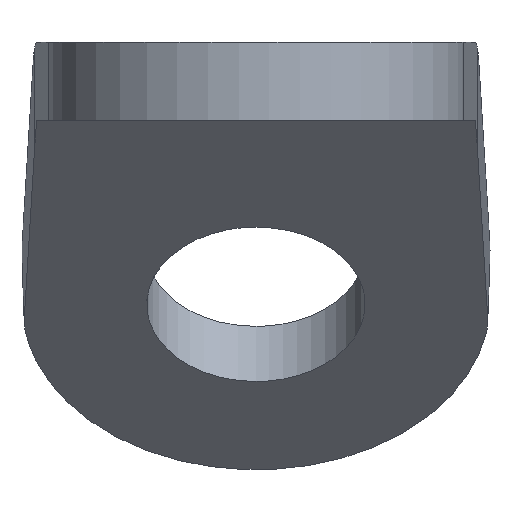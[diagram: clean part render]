
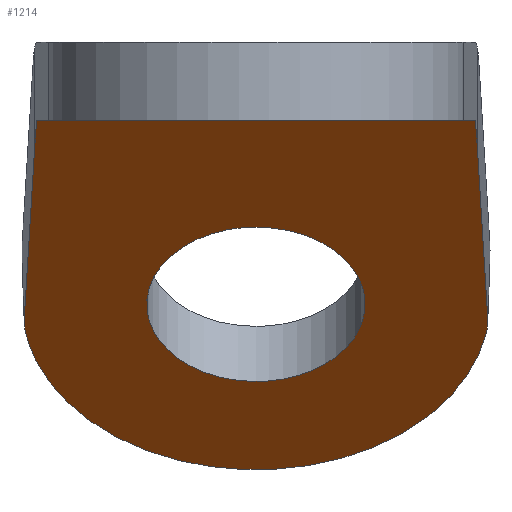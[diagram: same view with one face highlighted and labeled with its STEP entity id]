
A CAD part, left-side view. The second image highlights one B-rep face of the part: STEP entity #1214.
In plain terms, the highlighted free-form (B-spline) face has degree [1, 1] with [2, 2] control points.
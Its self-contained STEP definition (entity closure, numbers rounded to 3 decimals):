
#104=CARTESIAN_POINT('',(10.43,-2.096,-4.945));
#105=VERTEX_POINT('',#104);
#111=CARTESIAN_POINT('',(9.036,0.0,-3.551));
#112=VERTEX_POINT('',#111);
#113=CARTESIAN_POINT('',(9.036,0.0,-3.551));
#114=CARTESIAN_POINT('',(9.036,-1.975,-3.551));
#115=CARTESIAN_POINT('',(10.43,-2.096,-4.945));
#123=(BOUNDED_CURVE()B_SPLINE_CURVE(2,(#113,#114,#115),.UNSPECIFIED.,.F.,.U.)B_SPLINE_CURVE_WITH_KNOTS((3,3),(0.5,0.739),.UNSPECIFIED.)CURVE()GEOMETRIC_REPRESENTATION_ITEM()RATIONAL_B_SPLINE_CURVE((1.0,0.72,0.976))REPRESENTATION_ITEM(''));
#124=EDGE_CURVE('',#112,#105,#123,.T.);
#126=CARTESIAN_POINT('',(10.696,2.085,-5.211));
#127=VERTEX_POINT('',#126);
#128=CARTESIAN_POINT('',(10.696,2.085,-5.211));
#129=CARTESIAN_POINT('',(10.609,2.1,-5.123));
#130=CARTESIAN_POINT('',(10.521,2.1,-5.036));
#131=CARTESIAN_POINT('',(9.036,2.1,-3.551));
#132=CARTESIAN_POINT('',(9.036,0.0,-3.551));
#140=(BOUNDED_CURVE()B_SPLINE_CURVE(2,(#128,#129,#130,#131,#132),.UNSPECIFIED.,.F.,.U.)B_SPLINE_CURVE_WITH_KNOTS((3,2,3),(0.23,0.25,0.5),.UNSPECIFIED.)CURVE()GEOMETRIC_REPRESENTATION_ITEM()RATIONAL_B_SPLINE_CURVE((0.956,0.976,1.0,0.707,1.0))REPRESENTATION_ITEM(''));
#141=EDGE_CURVE('',#127,#112,#140,.T.);
#185=CARTESIAN_POINT('',(12.006,0.0,-6.52));
#186=VERTEX_POINT('',#185);
#187=CARTESIAN_POINT('',(12.006,0.0,-6.52));
#188=CARTESIAN_POINT('',(12.006,1.865,-6.52));
#189=CARTESIAN_POINT('',(10.696,2.085,-5.211));
#197=(BOUNDED_CURVE()B_SPLINE_CURVE(2,(#187,#188,#189),.UNSPECIFIED.,.F.,.U.)B_SPLINE_CURVE_WITH_KNOTS((3,3),(0.0,0.23),.UNSPECIFIED.)CURVE()GEOMETRIC_REPRESENTATION_ITEM()RATIONAL_B_SPLINE_CURVE((1.0,0.731,0.956))REPRESENTATION_ITEM(''));
#198=EDGE_CURVE('',#186,#127,#197,.T.);
#200=CARTESIAN_POINT('',(10.43,-2.096,-4.945));
#201=CARTESIAN_POINT('',(10.475,-2.1,-4.99));
#202=CARTESIAN_POINT('',(10.521,-2.1,-5.036));
#203=CARTESIAN_POINT('',(12.006,-2.1,-6.52));
#204=CARTESIAN_POINT('',(12.006,0.0,-6.52));
#212=(BOUNDED_CURVE()B_SPLINE_CURVE(2,(#200,#201,#202,#203,#204),.UNSPECIFIED.,.F.,.U.)B_SPLINE_CURVE_WITH_KNOTS((3,2,3),(0.739,0.75,1.0),.UNSPECIFIED.)CURVE()GEOMETRIC_REPRESENTATION_ITEM()RATIONAL_B_SPLINE_CURVE((0.976,0.988,1.0,0.707,1.0))REPRESENTATION_ITEM(''));
#213=EDGE_CURVE('',#105,#186,#212,.T.);
#523=CARTESIAN_POINT('',(11.049,-4.438,-5.564));
#524=VERTEX_POINT('',#523);
#525=CARTESIAN_POINT('',(10.818,-4.458,-5.333));
#526=VERTEX_POINT('',#525);
#527=CARTESIAN_POINT('',(11.049,-4.438,-5.564));
#528=CARTESIAN_POINT('',(10.973,-4.456,-5.487));
#529=CARTESIAN_POINT('',(10.895,-4.463,-5.41));
#530=CARTESIAN_POINT('',(10.818,-4.458,-5.333));
#531=QUASI_UNIFORM_CURVE('',3,(#527,#528,#529,#530),.UNSPECIFIED.,.F.,.U.);
#532=EDGE_CURVE('',#524,#526,#531,.T.);
#578=CARTESIAN_POINT('',(7.599,4.263,-2.114));
#579=VERTEX_POINT('',#578);
#580=CARTESIAN_POINT('',(7.614,4.264,-2.128));
#581=VERTEX_POINT('',#580);
#582=CARTESIAN_POINT('',(7.599,4.263,-2.114));
#583=CARTESIAN_POINT('',(7.607,4.263,-2.121));
#584=CARTESIAN_POINT('',(7.614,4.264,-2.128));
#592=(BOUNDED_CURVE()B_SPLINE_CURVE(2,(#582,#583,#584),.UNSPECIFIED.,.F.,.U.)CURVE()GEOMETRIC_REPRESENTATION_ITEM()QUASI_UNIFORM_CURVE()RATIONAL_B_SPLINE_CURVE((1.0,1.,1.0))REPRESENTATION_ITEM(''));
#593=EDGE_CURVE('',#579,#581,#592,.T.);
#732=CARTESIAN_POINT('',(7.614,-4.264,-2.128));
#733=VERTEX_POINT('',#732);
#734=CARTESIAN_POINT('',(7.599,-4.263,-2.114));
#735=VERTEX_POINT('',#734);
#736=CARTESIAN_POINT('',(7.614,-4.264,-2.128));
#737=CARTESIAN_POINT('',(7.607,-4.263,-2.121));
#738=CARTESIAN_POINT('',(7.599,-4.263,-2.114));
#746=(BOUNDED_CURVE()B_SPLINE_CURVE(2,(#736,#737,#738),.UNSPECIFIED.,.F.,.U.)CURVE()GEOMETRIC_REPRESENTATION_ITEM()QUASI_UNIFORM_CURVE()RATIONAL_B_SPLINE_CURVE((1.0,1.,1.0))REPRESENTATION_ITEM(''));
#747=EDGE_CURVE('',#733,#735,#746,.T.);
#866=CARTESIAN_POINT('',(10.818,4.458,-5.333));
#867=VERTEX_POINT('',#866);
#868=CARTESIAN_POINT('',(11.049,4.438,-5.564));
#869=VERTEX_POINT('',#868);
#870=CARTESIAN_POINT('',(10.818,4.458,-5.333));
#871=CARTESIAN_POINT('',(10.895,4.463,-5.41));
#872=CARTESIAN_POINT('',(10.973,4.456,-5.487));
#873=CARTESIAN_POINT('',(11.049,4.438,-5.564));
#874=QUASI_UNIFORM_CURVE('',3,(#870,#871,#872,#873),.UNSPECIFIED.,.F.,.U.);
#875=EDGE_CURVE('',#867,#869,#874,.T.);
#919=CARTESIAN_POINT('',(7.614,4.264,-2.128));
#920=CARTESIAN_POINT('',(10.818,4.458,-5.333));
#921=QUASI_UNIFORM_CURVE('',1,(#919,#920),.UNSPECIFIED.,.F.,.U.);
#922=EDGE_CURVE('',#581,#867,#921,.T.);
#934=CARTESIAN_POINT('',(7.614,-4.264,-2.128));
#935=CARTESIAN_POINT('',(10.818,-4.458,-5.333));
#936=QUASI_UNIFORM_CURVE('',1,(#934,#935),.UNSPECIFIED.,.F.,.U.);
#937=EDGE_CURVE('',#733,#526,#936,.T.);
#1087=CARTESIAN_POINT('',(6.985,-4.219,-1.5));
#1088=VERTEX_POINT('',#1087);
#1089=CARTESIAN_POINT('',(6.985,4.219,-1.5));
#1090=VERTEX_POINT('',#1089);
#1091=CARTESIAN_POINT('',(6.985,-4.219,-1.5));
#1092=CARTESIAN_POINT('',(6.985,4.219,-1.5));
#1093=QUASI_UNIFORM_CURVE('',1,(#1091,#1092),.UNSPECIFIED.,.F.,.U.);
#1094=EDGE_CURVE('',#1088,#1090,#1093,.T.);
#1123=CARTESIAN_POINT('',(6.985,4.219,-1.5));
#1124=CARTESIAN_POINT('',(7.599,4.263,-2.114));
#1125=QUASI_UNIFORM_CURVE('',1,(#1123,#1124),.UNSPECIFIED.,.F.,.U.);
#1126=EDGE_CURVE('',#1090,#579,#1125,.T.);
#1139=CARTESIAN_POINT('',(6.985,-4.219,-1.5));
#1140=CARTESIAN_POINT('',(7.599,-4.263,-2.114));
#1141=QUASI_UNIFORM_CURVE('',1,(#1139,#1140),.UNSPECIFIED.,.F.,.U.);
#1142=EDGE_CURVE('',#1088,#735,#1141,.T.);
#1170=CARTESIAN_POINT('',(11.049,-4.438,-5.564));
#1171=CARTESIAN_POINT('',(13.703,-3.806,-8.218));
#1172=CARTESIAN_POINT('',(13.703,0.0,-8.218));
#1173=CARTESIAN_POINT('',(13.703,3.806,-8.218));
#1174=CARTESIAN_POINT('',(11.049,4.438,-5.564));
#1182=(BOUNDED_CURVE()B_SPLINE_CURVE(2,(#1170,#1171,#1172,#1173,#1174),.UNSPECIFIED.,.F.,.U.)B_SPLINE_CURVE_WITH_KNOTS((3,2,3),(0.0,0.5,1.0),.UNSPECIFIED.)CURVE()GEOMETRIC_REPRESENTATION_ITEM()RATIONAL_B_SPLINE_CURVE((1.0,0.764,1.0,0.764,1.0))REPRESENTATION_ITEM(''));
#1183=EDGE_CURVE('',#524,#869,#1182,.T.);
#1191=CARTESIAN_POINT('',(6.65,-4.905,-1.164));
#1192=CARTESIAN_POINT('',(14.038,-4.905,-8.553));
#1193=CARTESIAN_POINT('',(6.65,4.905,-1.164));
#1194=CARTESIAN_POINT('',(14.038,4.905,-8.553));
#1195=B_SPLINE_SURFACE_WITH_KNOTS('',1,1,((#1191,#1193),(#1192,#1194)),.UNSPECIFIED.,.F.,.F.,.U.,(2,2),(2,2),(0.0,10.449),(0.0,9.81),.UNSPECIFIED.);
#1196=ORIENTED_EDGE('',*,*,#922,.T.);
#1197=ORIENTED_EDGE('',*,*,#875,.T.);
#1198=ORIENTED_EDGE('',*,*,#1183,.F.);
#1199=ORIENTED_EDGE('',*,*,#532,.T.);
#1200=ORIENTED_EDGE('',*,*,#937,.F.);
#1201=ORIENTED_EDGE('',*,*,#747,.T.);
#1202=ORIENTED_EDGE('',*,*,#1142,.F.);
#1203=ORIENTED_EDGE('',*,*,#1094,.T.);
#1204=ORIENTED_EDGE('',*,*,#1126,.T.);
#1205=ORIENTED_EDGE('',*,*,#593,.T.);
#1206=EDGE_LOOP('',(#1196,#1197,#1198,#1199,#1200,#1201,#1202,#1203,#1204,#1205));
#1207=FACE_OUTER_BOUND('',#1206,.T.);
#1208=ORIENTED_EDGE('',*,*,#124,.T.);
#1209=ORIENTED_EDGE('',*,*,#213,.T.);
#1210=ORIENTED_EDGE('',*,*,#198,.T.);
#1211=ORIENTED_EDGE('',*,*,#141,.T.);
#1212=EDGE_LOOP('',(#1208,#1209,#1210,#1211));
#1213=FACE_BOUND('',#1212,.T.);
#1214=ADVANCED_FACE('',(#1207,#1213),#1195,.F.);
